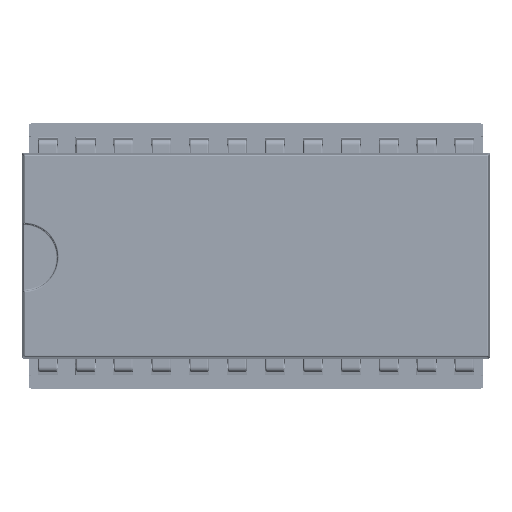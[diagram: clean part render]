
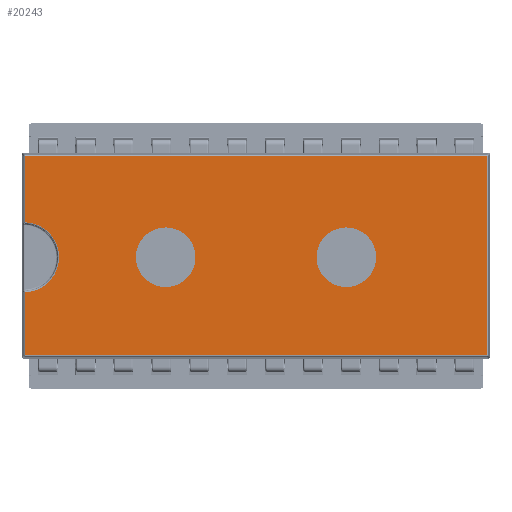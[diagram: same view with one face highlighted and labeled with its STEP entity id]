
A CAD part, top view. The second image highlights one B-rep face of the part: STEP entity #20243.
In plain terms, the highlighted planar face has unit normal (0, 0, 1).
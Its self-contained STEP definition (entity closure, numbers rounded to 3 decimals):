
#814=FACE_BOUND('',#7725,.T.);
#815=FACE_BOUND('',#7726,.T.);
#1374=PLANE('',#21817);
#3426=LINE('',#35785,#5561);
#3427=LINE('',#35789,#5562);
#3428=LINE('',#35791,#5563);
#3429=LINE('',#35793,#5564);
#3430=LINE('',#35794,#5565);
#5561=VECTOR('',#26812,10.);
#5562=VECTOR('',#26817,10.);
#5563=VECTOR('',#26818,10.);
#5564=VECTOR('',#26819,10.);
#5565=VECTOR('',#26820,10.);
#6620=FACE_OUTER_BOUND('',#7724,.T.);
#7724=EDGE_LOOP('',(#18296,#18297,#18298,#18299,#18300,#18301));
#7725=EDGE_LOOP('',(#18302));
#7726=EDGE_LOOP('',(#18303));
#8238=CIRCLE('',#21807,2.35);
#8243=CIRCLE('',#21818,2.);
#8244=CIRCLE('',#21819,2.);
#10266=VERTEX_POINT('',#35741);
#10267=VERTEX_POINT('',#35743);
#10273=VERTEX_POINT('',#35784);
#10274=VERTEX_POINT('',#35788);
#10275=VERTEX_POINT('',#35790);
#10276=VERTEX_POINT('',#35792);
#10277=VERTEX_POINT('',#35795);
#10278=VERTEX_POINT('',#35797);
#13062=EDGE_CURVE('',#10267,#10266,#8238,.T.);
#13072=EDGE_CURVE('',#10266,#10273,#3426,.T.);
#13074=EDGE_CURVE('',#10274,#10267,#3427,.T.);
#13075=EDGE_CURVE('',#10275,#10274,#3428,.T.);
#13076=EDGE_CURVE('',#10276,#10275,#3429,.T.);
#13077=EDGE_CURVE('',#10273,#10276,#3430,.T.);
#13078=EDGE_CURVE('',#10277,#10277,#8243,.T.);
#13079=EDGE_CURVE('',#10278,#10278,#8244,.T.);
#18296=ORIENTED_EDGE('',*,*,#13062,.F.);
#18297=ORIENTED_EDGE('',*,*,#13074,.F.);
#18298=ORIENTED_EDGE('',*,*,#13075,.F.);
#18299=ORIENTED_EDGE('',*,*,#13076,.F.);
#18300=ORIENTED_EDGE('',*,*,#13077,.F.);
#18301=ORIENTED_EDGE('',*,*,#13072,.F.);
#18302=ORIENTED_EDGE('',*,*,#13078,.T.);
#18303=ORIENTED_EDGE('',*,*,#13079,.T.);
#20243=ADVANCED_FACE('',(#6620,#814,#815),#1374,.T.);
#21807=AXIS2_PLACEMENT_3D('',#35745,#26789,#26790);
#21817=AXIS2_PLACEMENT_3D('',#35787,#26815,#26816);
#21818=AXIS2_PLACEMENT_3D('',#35796,#26821,#26822);
#21819=AXIS2_PLACEMENT_3D('',#35798,#26823,#26824);
#26789=DIRECTION('center_axis',(0.,0.,1.));
#26790=DIRECTION('ref_axis',(1.,0.,0.));
#26812=DIRECTION('',(0.,1.,0.));
#26815=DIRECTION('center_axis',(0.,0.,1.));
#26816=DIRECTION('ref_axis',(1.,0.,0.));
#26817=DIRECTION('',(0.,1.,0.));
#26818=DIRECTION('',(-1.,0.,0.));
#26819=DIRECTION('',(0.,-1.,0.));
#26820=DIRECTION('',(1.,0.,0.));
#26821=DIRECTION('center_axis',(0.,0.,-1.));
#26822=DIRECTION('ref_axis',(-1.,0.,0.));
#26823=DIRECTION('center_axis',(0.,0.,-1.));
#26824=DIRECTION('ref_axis',(-1.,0.,0.));
#35741=CARTESIAN_POINT('',(-0.772,10.158,3.85));
#35743=CARTESIAN_POINT('',(-0.772,5.462,3.85));
#35745=CARTESIAN_POINT('Origin',(-0.865,7.81,3.85));
#35784=CARTESIAN_POINT('',(-0.772,14.572,3.85));
#35785=CARTESIAN_POINT('',(-0.772,9.625,3.85));
#35787=CARTESIAN_POINT('Origin',(14.69,7.9,3.85));
#35788=CARTESIAN_POINT('',(-0.772,1.228,3.85));
#35789=CARTESIAN_POINT('',(-0.772,9.625,3.85));
#35790=CARTESIAN_POINT('',(30.152,1.228,3.85));
#35791=CARTESIAN_POINT('',(10.768,1.228,3.85));
#35792=CARTESIAN_POINT('',(30.152,14.572,3.85));
#35793=CARTESIAN_POINT('',(30.152,6.175,3.85));
#35794=CARTESIAN_POINT('',(18.613,14.572,3.85));
#35795=CARTESIAN_POINT('',(22.745,7.811,3.85));
#35796=CARTESIAN_POINT('Origin',(20.745,7.811,3.85));
#35797=CARTESIAN_POINT('',(10.635,7.811,3.85));
#35798=CARTESIAN_POINT('Origin',(8.635,7.811,3.85));
